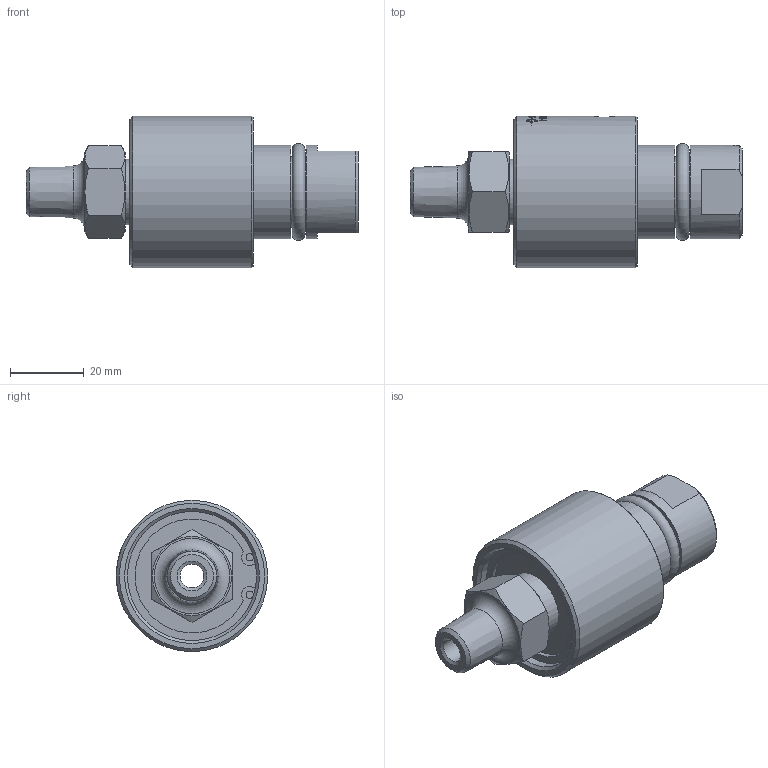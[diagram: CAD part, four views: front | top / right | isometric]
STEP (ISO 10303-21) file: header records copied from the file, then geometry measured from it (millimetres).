
FILE_DESCRIPTION(/* description */ (''),/* implementation_level */ '2;1');
FILE_NAME(/* name */ '1102-025-081-IC.stp',/* time_stamp */ '2020-05-13T15:36:01-05:00',/* author */ ('Moorera'),/* organization */ (''),/* preprocessor_version */ 'ST-DEVELOPER v18.1',/* originating_system */ 'Autodesk Inventor 2020',/* authorisation */ '');
FILE_SCHEMA (('AUTOMOTIVE_DESIGN { 1 0 10303 214 3 1 1 }'));
Products named in the file (1): 1102-025-081-IC
Bounding box: 90.13 x 41.07 x 41.07 mm (x, y, z)
Volume: 58349.7 mm3; surface area: 15221.7 mm2
Topology: 2 solids, 3 shells, 360 faces, 954 edges, 645 vertices
Faces by surface type: bspline 177, plane 109, cylinder 55, cone 16, torus 2, sphere 1
Full cylindrical faces by diameter (mm): 1.981 x2, 3.302 x4, 4.7 x1, 5.75 x1, 6 x1, 6.4 x1, 10.719 x1, 17.85 x1, 19.25 x1, 25.35 x2, 35.05 x1, 41.07 x1
Entity records: 52669 total; most frequent: CARTESIAN_POINT 44374, ORIENTED_EDGE 1900, DIRECTION 1295, EDGE_CURVE 950, VERTEX_POINT 645, AXIS2_PLACEMENT_3D 472, EDGE_LOOP 413, FACE_OUTER_BOUND 360
